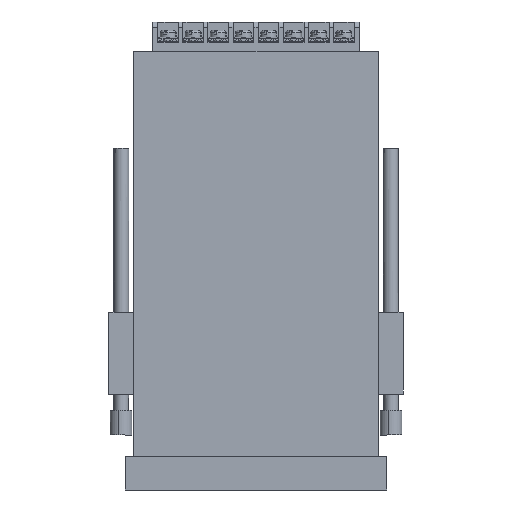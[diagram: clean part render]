
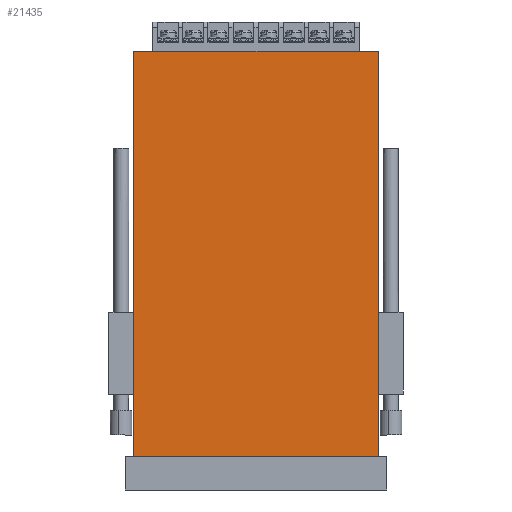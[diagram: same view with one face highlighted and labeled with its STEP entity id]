
A CAD part, front view. The second image highlights one B-rep face of the part: STEP entity #21435.
In plain terms, the highlighted planar face has unit normal (0, -1, 0.002).
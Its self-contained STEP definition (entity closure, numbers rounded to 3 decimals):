
#2876 = DIRECTION ( 'NONE',  ( -0.002, 0.002, 1. ) ) ;
#3379 = CARTESIAN_POINT ( 'NONE',  ( 44.75, -22.25, 0. ) ) ;
#3437 = DIRECTION ( 'NONE',  ( 0., -1., 0.002 ) ) ;
#3619 = DIRECTION ( 'NONE',  ( 1., 0., 0. ) ) ;
#4065 = AXIS2_PLACEMENT_3D ( 'NONE', #21271, #3437, #19453 ) ;
#4653 = CARTESIAN_POINT ( 'NONE',  ( -44.75, -22.499, -148.5 ) ) ;
#5477 = VECTOR ( 'NONE', #13625, 1000. ) ;
#5849 = CARTESIAN_POINT ( 'NONE',  ( -44.75, -22.25, 0. ) ) ;
#6447 = CARTESIAN_POINT ( 'NONE',  ( 44.75, -22.25, 0.15 ) ) ;
#7208 = VECTOR ( 'NONE', #3619, 1000. ) ;
#7497 = CARTESIAN_POINT ( 'NONE',  ( -44.75, -22.25, 0. ) ) ;
#8088 = FACE_OUTER_BOUND ( 'NONE', #11503, .T. ) ;
#8166 = VERTEX_POINT ( 'NONE', #5849 ) ;
#8821 = PLANE ( 'NONE',  #4065 ) ;
#10261 = LINE ( 'NONE', #4653, #5477 ) ;
#11278 = ORIENTED_EDGE ( 'NONE', *, *, #17821, .F. ) ;
#11503 = EDGE_LOOP ( 'NONE', ( #22742, #11278, #22946, #18770 ) ) ;
#11724 = CARTESIAN_POINT ( 'NONE',  ( 44.999, -22.499, -148.5 ) ) ;
#11775 = CARTESIAN_POINT ( 'NONE',  ( -44.999, -22.499, -148.5 ) ) ;
#13289 = EDGE_CURVE ( 'NONE', #13810, #17835, #21292, .T. ) ;
#13625 = DIRECTION ( 'NONE',  ( 1., 0., 0. ) ) ;
#13810 = VERTEX_POINT ( 'NONE', #11724 ) ;
#14410 = VERTEX_POINT ( 'NONE', #11775 ) ;
#15186 = VECTOR ( 'NONE', #21531, 1000. ) ;
#17821 = EDGE_CURVE ( 'NONE', #14410, #8166, #20005, .T. ) ;
#17835 = VERTEX_POINT ( 'NONE', #3379 ) ;
#17916 = EDGE_CURVE ( 'NONE', #8166, #17835, #21098, .T. ) ;
#18770 = ORIENTED_EDGE ( 'NONE', *, *, #13289, .T. ) ;
#19453 = DIRECTION ( 'NONE',  ( 0., -0.002, -1. ) ) ;
#19883 = CARTESIAN_POINT ( 'NONE',  ( -44.75, -22.25, 0.075 ) ) ;
#20005 = LINE ( 'NONE', #19883, #15186 ) ;
#21098 = LINE ( 'NONE', #7497, #7208 ) ;
#21271 = CARTESIAN_POINT ( 'NONE',  ( -44.75, -22.25, 0. ) ) ;
#21292 = LINE ( 'NONE', #6447, #21868 ) ;
#21435 = ADVANCED_FACE ( 'NONE', ( #8088 ), #8821, .T. ) ;
#21531 = DIRECTION ( 'NONE',  ( 0.002, 0.002, 1. ) ) ;
#21868 = VECTOR ( 'NONE', #2876, 1000. ) ;
#22742 = ORIENTED_EDGE ( 'NONE', *, *, #17916, .F. ) ;
#22946 = ORIENTED_EDGE ( 'NONE', *, *, #23244, .T. ) ;
#23244 = EDGE_CURVE ( 'NONE', #14410, #13810, #10261, .T. ) ;
